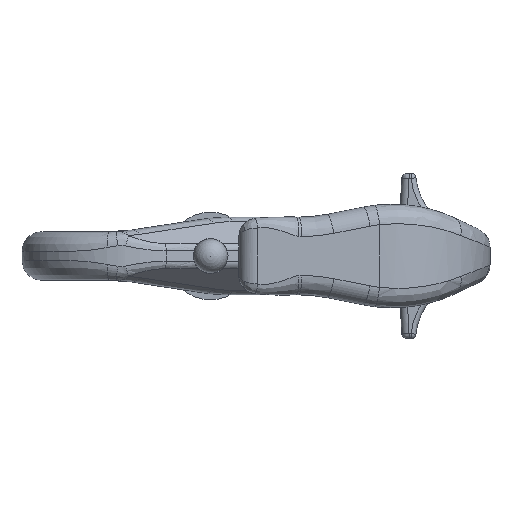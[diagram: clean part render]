
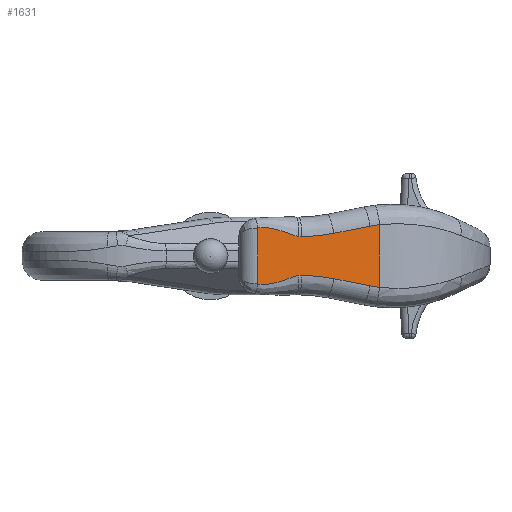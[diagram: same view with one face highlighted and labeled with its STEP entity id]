
A CAD part, front view. The second image highlights one B-rep face of the part: STEP entity #1631.
In plain terms, the highlighted planar face has unit normal (0.126, -0.992, 0).
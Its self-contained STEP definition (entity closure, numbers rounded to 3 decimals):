
#372=LINE('',#10251,#564);
#373=LINE('',#10273,#565);
#374=LINE('',#10281,#566);
#375=LINE('',#10288,#567);
#376=LINE('',#10295,#568);
#377=LINE('',#10346,#569);
#564=VECTOR('',#6842,1.);
#565=VECTOR('',#6845,1.);
#566=VECTOR('',#6846,1.);
#567=VECTOR('',#6847,1.);
#568=VECTOR('',#6848,1.);
#569=VECTOR('',#6849,1.);
#1011=B_SPLINE_CURVE_WITH_KNOTS('',3,(#10276,#10277,#10278,#10279),
 .UNSPECIFIED.,.F.,.F.,(4,4),(0.,1.),.UNSPECIFIED.);
#1012=B_SPLINE_CURVE_WITH_KNOTS('',3,(#10283,#10284,#10285,#10286),
 .UNSPECIFIED.,.F.,.F.,(4,4),(0.,1.),.UNSPECIFIED.);
#1013=B_SPLINE_CURVE_WITH_KNOTS('',3,(#10290,#10291,#10292,#10293),
 .UNSPECIFIED.,.F.,.F.,(4,4),(0.,1.),.UNSPECIFIED.);
#1014=B_SPLINE_CURVE_WITH_KNOTS('',3,(#10297,#10298,#10299,#10300,#10301,
#10302,#10303,#10304,#10305,#10306,#10307,#10308,#10309,#10310,#10311,#10312,
#10313,#10314,#10315,#10316,#10317,#10318,#10319,#10320),.UNSPECIFIED.,
 .F.,.F.,(4,2,2,2,2,2,1,1,2,2,2,2,4),(0.,0.25,0.375,
0.437,0.5,0.531,0.562,
0.625,0.75,0.813,0.875,0.938,1.),
 .UNSPECIFIED.);
#1015=B_SPLINE_CURVE_WITH_KNOTS('',3,(#10321,#10322,#10323,#10324,#10325,
#10326,#10327,#10328,#10329,#10330,#10331,#10332,#10333,#10334,#10335,#10336,
#10337,#10338,#10339,#10340,#10341,#10342,#10343,#10344),.UNSPECIFIED.,
 .F.,.F.,(4,2,2,2,2,1,1,2,2,2,2,2,4),(0.,0.063,0.125,0.188,
0.25,0.375,0.438,0.469,
0.5,0.563,0.625,0.75,
1.),.UNSPECIFIED.);
#1016=B_SPLINE_CURVE_WITH_KNOTS('',3,(#10348,#10349,#10350,#10351),
 .UNSPECIFIED.,.F.,.F.,(4,4),(0.,1.),.UNSPECIFIED.);
#1631=ADVANCED_FACE('',(#2135),#2011,.T.);
#2011=PLANE('',#6441);
#2135=FACE_OUTER_BOUND('',#2546,.T.);
#2546=EDGE_LOOP('',(#3207,#3208,#3209,#3210,#3211,#3212,#3213,#3214,#3215,
#3216,#3217,#3218));
#3207=ORIENTED_EDGE('',*,*,#5595,.T.);
#3208=ORIENTED_EDGE('',*,*,#5596,.T.);
#3209=ORIENTED_EDGE('',*,*,#5597,.T.);
#3210=ORIENTED_EDGE('',*,*,#5598,.T.);
#3211=ORIENTED_EDGE('',*,*,#5599,.T.);
#3212=ORIENTED_EDGE('',*,*,#5600,.T.);
#3213=ORIENTED_EDGE('',*,*,#5601,.T.);
#3214=ORIENTED_EDGE('',*,*,#5602,.T.);
#3215=ORIENTED_EDGE('',*,*,#5592,.F.);
#3216=ORIENTED_EDGE('',*,*,#5603,.T.);
#3217=ORIENTED_EDGE('',*,*,#5604,.T.);
#3218=ORIENTED_EDGE('',*,*,#5605,.T.);
#5012=VERTEX_POINT('',#10250);
#5013=VERTEX_POINT('',#10252);
#5015=VERTEX_POINT('',#10274);
#5016=VERTEX_POINT('',#10275);
#5017=VERTEX_POINT('',#10280);
#5018=VERTEX_POINT('',#10282);
#5019=VERTEX_POINT('',#10287);
#5020=VERTEX_POINT('',#10289);
#5021=VERTEX_POINT('',#10294);
#5022=VERTEX_POINT('',#10296);
#5023=VERTEX_POINT('',#10345);
#5024=VERTEX_POINT('',#10347);
#5592=EDGE_CURVE('',#5012,#5013,#372,.T.);
#5595=EDGE_CURVE('',#5015,#5016,#373,.T.);
#5596=EDGE_CURVE('',#5016,#5017,#1011,.T.);
#5597=EDGE_CURVE('',#5017,#5018,#374,.T.);
#5598=EDGE_CURVE('',#5018,#5019,#1012,.T.);
#5599=EDGE_CURVE('',#5019,#5020,#375,.T.);
#5600=EDGE_CURVE('',#5020,#5021,#1013,.T.);
#5601=EDGE_CURVE('',#5021,#5022,#376,.T.);
#5602=EDGE_CURVE('',#5022,#5013,#1014,.T.);
#5603=EDGE_CURVE('',#5012,#5023,#1015,.T.);
#5604=EDGE_CURVE('',#5023,#5024,#377,.T.);
#5605=EDGE_CURVE('',#5024,#5015,#1016,.T.);
#6441=AXIS2_PLACEMENT_3D('',#10352,#6850,#6851);
#6842=DIRECTION('',(0.,0.,1.));
#6845=DIRECTION('',(0.973,0.124,-0.195));
#6846=DIRECTION('',(0.,0.,1.));
#6847=DIRECTION('',(-0.973,-0.124,-0.195));
#6848=DIRECTION('',(-0.992,-0.126,0.001));
#6849=DIRECTION('',(0.992,0.126,0.001));
#6850=DIRECTION('',(0.126,-0.992,0.));
#6851=DIRECTION('',(-0.992,-0.126,0.));
#10250=CARTESIAN_POINT('',(-24.259,-28.972,-5.772));
#10251=CARTESIAN_POINT('',(-24.259,-28.972,-14.));
#10252=CARTESIAN_POINT('',(-24.259,-28.972,5.772));
#10273=CARTESIAN_POINT('',(-4.891,-26.512,-5.404));
#10274=CARTESIAN_POINT('',(-8.611,-26.985,-4.66));
#10275=CARTESIAN_POINT('',(-1.17,-26.04,-6.148));
#10276=CARTESIAN_POINT('',(-1.17,-26.04,-6.148));
#10277=CARTESIAN_POINT('',(-0.526,-25.958,-6.277));
#10278=CARTESIAN_POINT('',(0.123,-25.876,-6.382));
#10279=CARTESIAN_POINT('',(0.776,-25.793,-6.461));
#10280=CARTESIAN_POINT('',(0.776,-25.793,-6.461));
#10281=CARTESIAN_POINT('',(0.776,-25.793,-14.));
#10282=CARTESIAN_POINT('',(0.776,-25.793,6.461));
#10283=CARTESIAN_POINT('',(0.776,-25.793,6.461));
#10284=CARTESIAN_POINT('',(0.123,-25.876,6.382));
#10285=CARTESIAN_POINT('',(-0.526,-25.958,6.277));
#10286=CARTESIAN_POINT('',(-1.17,-26.04,6.148));
#10287=CARTESIAN_POINT('',(-1.17,-26.04,6.148));
#10288=CARTESIAN_POINT('',(-4.891,-26.512,5.404));
#10289=CARTESIAN_POINT('',(-8.611,-26.985,4.66));
#10290=CARTESIAN_POINT('',(-8.611,-26.985,4.66));
#10291=CARTESIAN_POINT('',(-10.812,-27.264,4.22));
#10292=CARTESIAN_POINT('',(-13.035,-27.547,4.));
#10293=CARTESIAN_POINT('',(-15.279,-27.832,4.));
#10294=CARTESIAN_POINT('',(-15.279,-27.832,4.));
#10295=CARTESIAN_POINT('',(-15.546,-27.866,4.));
#10296=CARTESIAN_POINT('',(-15.813,-27.9,4.001));
#10297=CARTESIAN_POINT('',(-15.813,-27.9,4.001));
#10298=CARTESIAN_POINT('',(-16.076,-27.933,4.011));
#10299=CARTESIAN_POINT('',(-16.486,-27.985,4.125));
#10300=CARTESIAN_POINT('',(-17.321,-28.091,4.449));
#10301=CARTESIAN_POINT('',(-17.628,-28.13,4.567));
#10302=CARTESIAN_POINT('',(-18.069,-28.186,4.731));
#10303=CARTESIAN_POINT('',(-18.296,-28.215,4.814));
#10304=CARTESIAN_POINT('',(-18.65,-28.26,4.939));
#10305=CARTESIAN_POINT('',(-18.82,-28.281,4.998));
#10306=CARTESIAN_POINT('',(-19.066,-28.313,5.079));
#10307=CARTESIAN_POINT('',(-19.212,-28.331,5.126));
#10308=CARTESIAN_POINT('',(-19.437,-28.36,5.196));
#10309=CARTESIAN_POINT('',(-19.771,-28.402,5.298));
#10310=CARTESIAN_POINT('',(-20.529,-28.498,5.507));
#10311=CARTESIAN_POINT('',(-21.141,-28.576,5.639));
#10312=CARTESIAN_POINT('',(-21.728,-28.651,5.739));
#10313=CARTESIAN_POINT('',(-22.017,-28.687,5.782));
#10314=CARTESIAN_POINT('',(-22.478,-28.746,5.831));
#10315=CARTESIAN_POINT('',(-22.7,-28.774,5.848));
#10316=CARTESIAN_POINT('',(-23.128,-28.828,5.863));
#10317=CARTESIAN_POINT('',(-23.381,-28.861,5.861));
#10318=CARTESIAN_POINT('',(-23.811,-28.915,5.835));
#10319=CARTESIAN_POINT('',(-23.986,-28.937,5.812));
#10320=CARTESIAN_POINT('',(-24.259,-28.972,5.772));
#10321=CARTESIAN_POINT('',(-24.259,-28.972,-5.772));
#10322=CARTESIAN_POINT('',(-23.986,-28.937,-5.812));
#10323=CARTESIAN_POINT('',(-23.811,-28.915,-5.835));
#10324=CARTESIAN_POINT('',(-23.381,-28.861,-5.861));
#10325=CARTESIAN_POINT('',(-23.128,-28.828,-5.863));
#10326=CARTESIAN_POINT('',(-22.7,-28.774,-5.848));
#10327=CARTESIAN_POINT('',(-22.478,-28.746,-5.831));
#10328=CARTESIAN_POINT('',(-22.017,-28.687,-5.782));
#10329=CARTESIAN_POINT('',(-21.728,-28.651,-5.739));
#10330=CARTESIAN_POINT('',(-21.141,-28.576,-5.639));
#10331=CARTESIAN_POINT('',(-20.529,-28.498,-5.507));
#10332=CARTESIAN_POINT('',(-19.771,-28.402,-5.298));
#10333=CARTESIAN_POINT('',(-19.437,-28.36,-5.196));
#10334=CARTESIAN_POINT('',(-19.212,-28.331,-5.126));
#10335=CARTESIAN_POINT('',(-19.066,-28.313,-5.079));
#10336=CARTESIAN_POINT('',(-18.82,-28.281,-4.998));
#10337=CARTESIAN_POINT('',(-18.65,-28.26,-4.939));
#10338=CARTESIAN_POINT('',(-18.296,-28.215,-4.814));
#10339=CARTESIAN_POINT('',(-18.069,-28.186,-4.731));
#10340=CARTESIAN_POINT('',(-17.628,-28.13,-4.567));
#10341=CARTESIAN_POINT('',(-17.321,-28.091,-4.449));
#10342=CARTESIAN_POINT('',(-16.486,-27.985,-4.125));
#10343=CARTESIAN_POINT('',(-16.076,-27.933,-4.011));
#10344=CARTESIAN_POINT('',(-15.813,-27.9,-4.001));
#10345=CARTESIAN_POINT('',(-15.813,-27.9,-4.001));
#10346=CARTESIAN_POINT('',(-15.546,-27.866,-4.));
#10347=CARTESIAN_POINT('',(-15.279,-27.832,-4.));
#10348=CARTESIAN_POINT('',(-15.279,-27.832,-4.));
#10349=CARTESIAN_POINT('',(-13.035,-27.547,-4.));
#10350=CARTESIAN_POINT('',(-10.812,-27.264,-4.22));
#10351=CARTESIAN_POINT('',(-8.611,-26.985,-4.66));
#10352=CARTESIAN_POINT('',(-24.259,-28.972,-14.));
